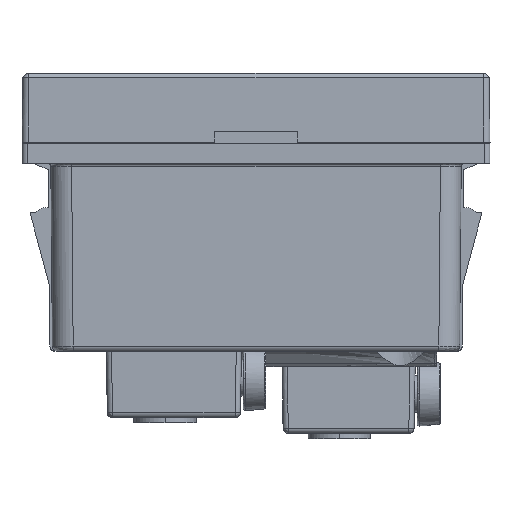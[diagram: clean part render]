
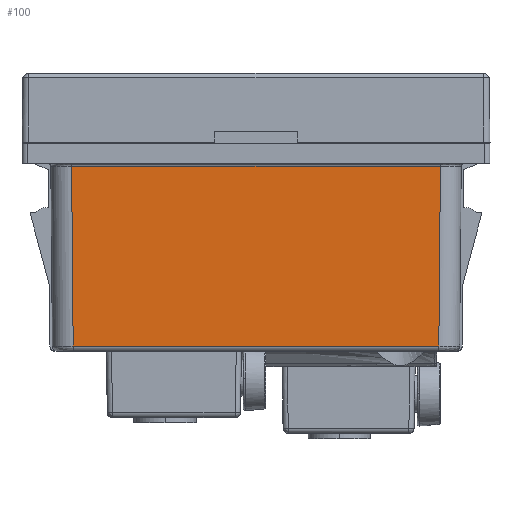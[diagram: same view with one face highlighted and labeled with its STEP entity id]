
A CAD part, front view. The second image highlights one B-rep face of the part: STEP entity #100.
In plain terms, the highlighted planar face has unit normal (0, -1, -0.009).
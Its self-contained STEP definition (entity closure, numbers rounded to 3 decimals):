
#100=ADVANCED_FACE('',(#710),#9403,.T.);
#710=FACE_OUTER_BOUND('',#1291,.T.);
#1291=EDGE_LOOP('',(#2215,#2216,#2217,#2218));
#2215=ORIENTED_EDGE('',*,*,#5213,.T.);
#2216=ORIENTED_EDGE('',*,*,#5212,.T.);
#2217=ORIENTED_EDGE('',*,*,#5211,.F.);
#2218=ORIENTED_EDGE('',*,*,#5099,.F.);
#5099=EDGE_CURVE('',#8277,#8276,#6645,.T.);
#5211=EDGE_CURVE('',#8276,#8351,#6742,.T.);
#5212=EDGE_CURVE('',#8352,#8351,#6743,.T.);
#5213=EDGE_CURVE('',#8277,#8352,#6744,.T.);
#6645=B_SPLINE_CURVE_WITH_KNOTS('',1,(#14606,#14607),.UNSPECIFIED.,.F.,
 .F.,(2,2),(0.,35.16),.UNSPECIFIED.);
#6742=B_SPLINE_CURVE_WITH_KNOTS('',1,(#15048,#15049),.UNSPECIFIED.,.F.,
 .F.,(2,2),(0.,17.307),.UNSPECIFIED.);
#6743=B_SPLINE_CURVE_WITH_KNOTS('',1,(#15050,#15051),.UNSPECIFIED.,.F.,
 .F.,(2,2),(0.,35.462),.UNSPECIFIED.);
#6744=B_SPLINE_CURVE_WITH_KNOTS('',1,(#15052,#15053),.UNSPECIFIED.,.F.,
 .F.,(2,2),(0.,17.307),.UNSPECIFIED.);
#8276=VERTEX_POINT('',#13373);
#8277=VERTEX_POINT('',#13374);
#8351=VERTEX_POINT('',#13448);
#8352=VERTEX_POINT('',#13449);
#9403=PLANE('',#9900);
#9900=AXIS2_PLACEMENT_3D('',#11264,#10226,$);
#10226=DIRECTION('',(0.,-1.,-0.009));
#11264=CARTESIAN_POINT('',(-2.198,-19.7,19.534));
#13373=CARTESIAN_POINT('',(1.5,-19.534,0.496));
#13374=CARTESIAN_POINT('',(36.66,-19.534,0.496));
#13448=CARTESIAN_POINT('',(1.349,-19.685,17.802));
#13449=CARTESIAN_POINT('',(36.811,-19.685,17.802));
#14606=CARTESIAN_POINT('',(36.66,-19.534,0.496));
#14607=CARTESIAN_POINT('',(1.5,-19.534,0.496));
#15048=CARTESIAN_POINT('',(1.5,-19.534,0.496));
#15049=CARTESIAN_POINT('',(1.349,-19.685,17.802));
#15050=CARTESIAN_POINT('',(36.811,-19.685,17.802));
#15051=CARTESIAN_POINT('',(1.349,-19.685,17.802));
#15052=CARTESIAN_POINT('',(36.66,-19.534,0.496));
#15053=CARTESIAN_POINT('',(36.811,-19.685,17.802));
